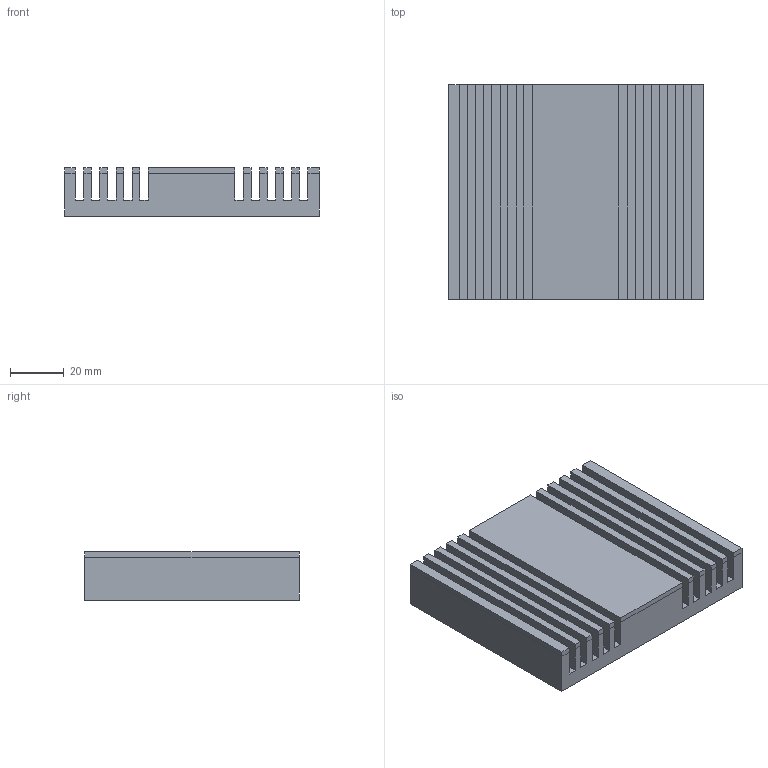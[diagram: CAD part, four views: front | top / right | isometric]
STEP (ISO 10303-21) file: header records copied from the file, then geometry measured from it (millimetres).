
FILE_DESCRIPTION(('FreeCAD Model'),'2;1');
FILE_NAME('Open CASCADE Shape Model','2021-03-26T11:26:01',('Author'),( ''),'Open CASCADE STEP processor 7.5','FreeCAD','Unknown');
FILE_SCHEMA(('AUTOMOTIVE_DESIGN { 1 0 10303 214 1 1 1 1 }'));
Length unit declared in the file: millimetre
Products named in the file (1): LinearPattern
Bounding box: 95 x 80 x 18 mm (x, y, z)
Volume: 61260 mm3; surface area: 42178 mm2
Topology: 1 solids, 1 shells, 84 faces, 236 edges, 154 vertices
Faces by surface type: plane 84
Entity records: 5624 total; most frequent: CARTESIAN_POINT 1053, DIRECTION 772, LINE 602, VECTOR 602, ORIENTED_EDGE 472, PCURVE 472, DEFINITIONAL_REPRESENTATION 472, EDGE_CURVE 236
